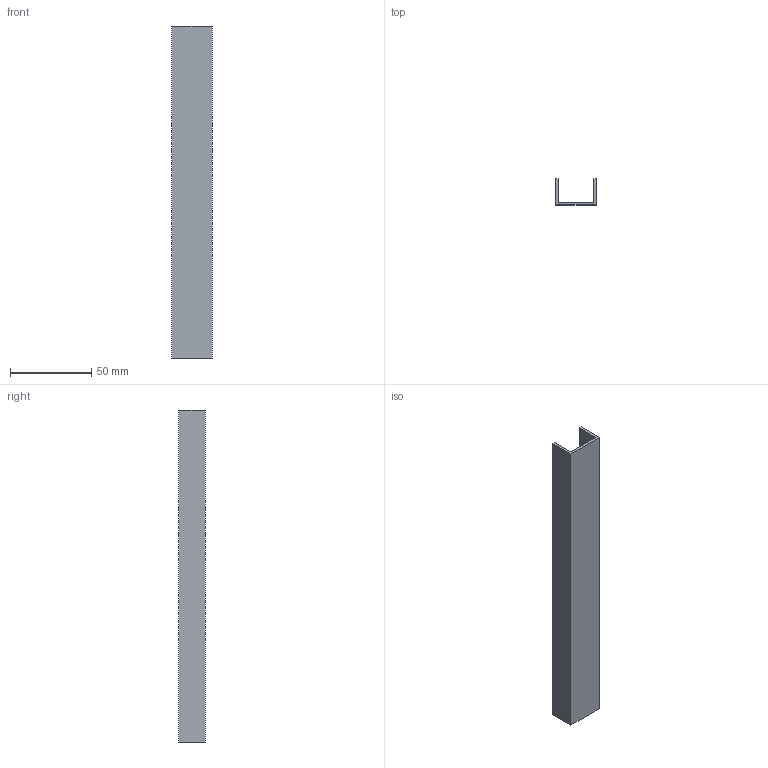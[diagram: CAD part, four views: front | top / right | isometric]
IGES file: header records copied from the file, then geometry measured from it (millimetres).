
Global section: file name: Alu2024; native system: AutoCAD 2018 - Français (French),; preprocessor: Autodesk Translation Framework DWG producer (atf_dwg_producer); organization: unknown; date: 20220523.220127; units: millimetre
Bounding box: 25 x 16 x 204 mm (x, y, z)
Volume: 17560.3 mm3; surface area: 22775.4 mm2
Topology: 1 solids, 1 shells, 10 faces, 24 edges, 16 vertices
Faces by surface type: bspline 10
